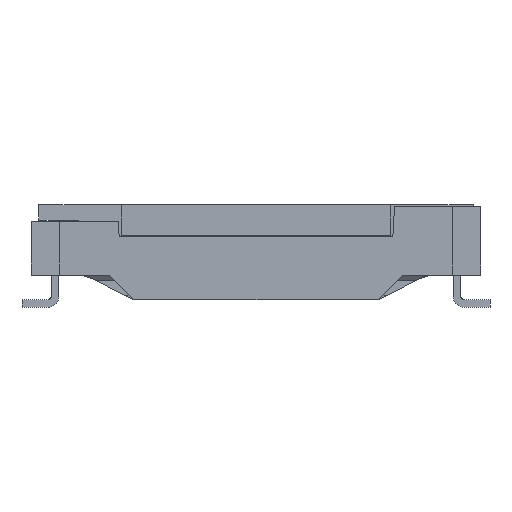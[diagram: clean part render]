
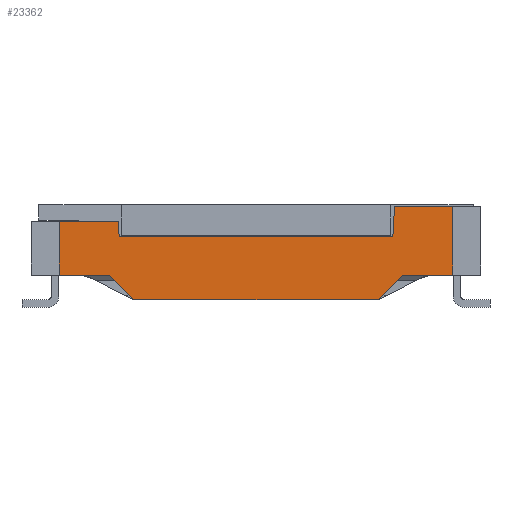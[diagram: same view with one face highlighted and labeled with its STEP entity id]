
A CAD part, left-side view. The second image highlights one B-rep face of the part: STEP entity #23362.
In plain terms, the highlighted planar face has unit normal (-1, 0, 0).
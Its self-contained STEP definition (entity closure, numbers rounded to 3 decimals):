
#6294=ORIENTED_EDGE('',*,*,#7637,.F.);
#6295=ORIENTED_EDGE('',*,*,#7609,.T.);
#6296=ORIENTED_EDGE('',*,*,#7492,.F.);
#6297=ORIENTED_EDGE('',*,*,#8163,.F.);
#6298=ORIENTED_EDGE('',*,*,#8177,.F.);
#6299=ORIENTED_EDGE('',*,*,#8178,.F.);
#6300=ORIENTED_EDGE('',*,*,#8181,.F.);
#6301=ORIENTED_EDGE('',*,*,#7619,.F.);
#6302=ORIENTED_EDGE('',*,*,#8774,.F.);
#6303=ORIENTED_EDGE('',*,*,#8775,.F.);
#6304=ORIENTED_EDGE('',*,*,#7885,.F.);
#6305=ORIENTED_EDGE('',*,*,#7887,.F.);
#7492=EDGE_CURVE('',#9578,#9521,#11064,.T.);
#7609=EDGE_CURVE('',#9655,#9521,#11161,.T.);
#7619=EDGE_CURVE('',#9662,#9663,#11171,.T.);
#7637=EDGE_CURVE('',#9655,#9677,#11189,.T.);
#7885=EDGE_CURVE('',#9878,#9879,#11408,.T.);
#7887=EDGE_CURVE('',#9677,#9878,#11410,.T.);
#8163=EDGE_CURVE('',#10046,#9578,#11528,.T.);
#8177=EDGE_CURVE('',#10055,#10046,#11542,.T.);
#8178=EDGE_CURVE('',#10056,#10055,#11543,.T.);
#8181=EDGE_CURVE('',#9663,#10056,#11546,.T.);
#8774=EDGE_CURVE('',#10359,#9662,#11869,.T.);
#8775=EDGE_CURVE('',#9879,#10359,#11870,.T.);
#9521=VERTEX_POINT('',#33620);
#9578=VERTEX_POINT('',#33733);
#9655=VERTEX_POINT('',#33974);
#9662=VERTEX_POINT('',#33993);
#9663=VERTEX_POINT('',#33995);
#9677=VERTEX_POINT('',#34033);
#9878=VERTEX_POINT('',#34563);
#9879=VERTEX_POINT('',#34565);
#10046=VERTEX_POINT('',#35349);
#10055=VERTEX_POINT('',#35372);
#10056=VERTEX_POINT('',#35376);
#10359=VERTEX_POINT('',#37020);
#11064=LINE('',#33734,#12575);
#11161=LINE('',#33973,#12672);
#11171=LINE('',#33994,#12682);
#11189=LINE('',#34032,#12700);
#11408=LINE('',#34564,#12919);
#11410=LINE('',#34568,#12921);
#11528=LINE('',#35348,#13039);
#11542=LINE('',#35373,#13053);
#11543=LINE('',#35375,#13054);
#11546=LINE('',#35381,#13057);
#11869=LINE('',#37021,#13380);
#11870=LINE('',#37023,#13381);
#12575=VECTOR('',#26507,1000.);
#12672=VECTOR('',#26736,1000.);
#12682=VECTOR('',#26752,1000.);
#12700=VECTOR('',#26782,1000.);
#12919=VECTOR('',#27167,1000.);
#12921=VECTOR('',#27171,1000.);
#13039=VECTOR('',#27701,1000.);
#13053=VECTOR('',#27717,1000.);
#13054=VECTOR('',#27720,1000.);
#13057=VECTOR('',#27725,1000.);
#13380=VECTOR('',#29014,1000.);
#13381=VECTOR('',#29017,1000.);
#14369=EDGE_LOOP('',(#6294,#6295,#6296,#6297,#6298,#6299,#6300,#6301,#6302,
#6303,#6304,#6305));
#15358=FACE_BOUND('',#14369,.T.);
#15894=PLANE('',#24750);
#23362=ADVANCED_FACE('',(#15358),#15894,.F.);
#24750=AXIS2_PLACEMENT_3D('',#37022,#29015,#29016);
#26507=DIRECTION('',(0.,1.,0.));
#26736=DIRECTION('',(0.,0.,-1.));
#26752=DIRECTION('',(0.,0.,-1.));
#26782=DIRECTION('',(0.,-1.,0.));
#27167=DIRECTION('',(0.,-1.,0.));
#27171=DIRECTION('',(0.,-0.052,-0.999));
#27701=DIRECTION('',(0.,0.707,0.707));
#27717=DIRECTION('',(0.,1.,0.));
#27720=DIRECTION('',(0.,0.707,-0.707));
#27725=DIRECTION('',(0.,1.,0.));
#29014=DIRECTION('',(0.,-1.,0.));
#29015=DIRECTION('',(1.,0.,0.));
#29016=DIRECTION('',(0.,1.,0.));
#29017=DIRECTION('',(0.,-0.052,0.999));
#33620=CARTESIAN_POINT('',(-7.55,6.425,1.05));
#33733=CARTESIAN_POINT('',(-7.55,4.798,1.05));
#33734=CARTESIAN_POINT('',(-7.55,7.1,1.05));
#33973=CARTESIAN_POINT('',(-7.55,6.425,4.258));
#33974=CARTESIAN_POINT('',(-7.55,6.425,2.8));
#33993=CARTESIAN_POINT('',(-7.55,-6.425,3.3));
#33994=CARTESIAN_POINT('',(-7.55,-6.425,4.258));
#33995=CARTESIAN_POINT('',(-7.55,-6.425,1.05));
#34032=CARTESIAN_POINT('',(-7.55,7.1,2.8));
#34033=CARTESIAN_POINT('',(-7.55,4.501,2.8));
#34563=CARTESIAN_POINT('',(-7.55,4.475,2.3));
#34564=CARTESIAN_POINT('',(-7.55,7.1,2.3));
#34565=CARTESIAN_POINT('',(-7.55,-4.475,2.3));
#34568=CARTESIAN_POINT('',(-7.55,4.501,2.8));
#35348=CARTESIAN_POINT('',(-7.55,4.798,1.05));
#35349=CARTESIAN_POINT('',(-7.55,3.998,0.25));
#35372=CARTESIAN_POINT('',(-7.55,-3.998,0.25));
#35373=CARTESIAN_POINT('',(-7.55,0.,0.25));
#35375=CARTESIAN_POINT('',(-7.55,-4.798,1.05));
#35376=CARTESIAN_POINT('',(-7.55,-4.798,1.05));
#35381=CARTESIAN_POINT('',(-7.55,7.1,1.05));
#37020=CARTESIAN_POINT('',(-7.55,-4.527,3.3));
#37021=CARTESIAN_POINT('',(-7.55,-4.475,3.3));
#37022=CARTESIAN_POINT('',(-7.55,7.1,3.35));
#37023=CARTESIAN_POINT('',(-7.55,-4.498,2.742));
